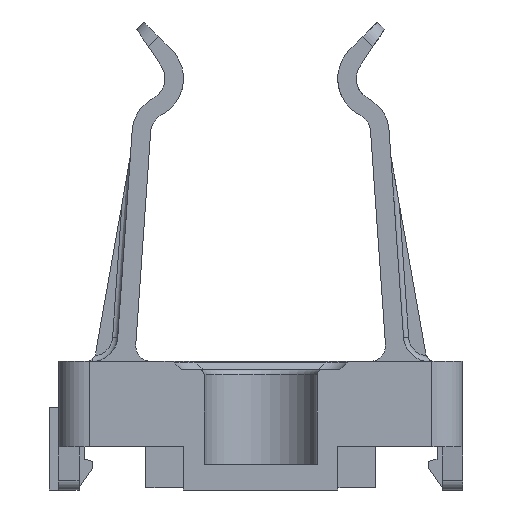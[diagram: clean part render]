
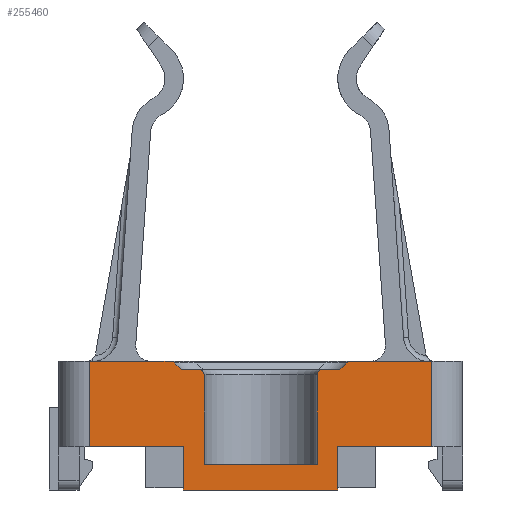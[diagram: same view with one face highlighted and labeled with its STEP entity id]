
A CAD part, front view. The second image highlights one B-rep face of the part: STEP entity #255460.
In plain terms, the highlighted face is planar.
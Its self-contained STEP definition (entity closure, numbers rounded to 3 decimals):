
#7130=CARTESIAN_POINT('',(-10.736,79.059,244.6))
;
#7140=VERTEX_POINT('',#7130);
#7170=CARTESIAN_POINT('',(-11.236,79.059,244.6))
;
#7180=DIRECTION('',(0.,0.,1.));
#7190=DIRECTION('',(-1.,0.,0.));
#7200=AXIS2_PLACEMENT_3D('',#7170,#7180,#7190);
#7210=CIRCLE('',#7200,0.5);
#7220=CARTESIAN_POINT('',(-11.236,79.559,244.6))
;
#7230=VERTEX_POINT('',#7220);
#7240=EDGE_CURVE('',#7140,#7230,#7210,.T.);
#13370=CARTESIAN_POINT('',(-13.943,80.359,244.6)
);
#13380=VERTEX_POINT('',#13370);
#13410=CARTESIAN_POINT('',(13.414,80.359,244.6))
;
#13420=DIRECTION('',(-1.,0.,0.));
#13430=VECTOR('',#13420,1.);
#13440=LINE('',#13410,#13430);
#13450=CARTESIAN_POINT('',(-21.886,80.359,244.6)
);
#13460=VERTEX_POINT('',#13450);
#13470=EDGE_CURVE('',#13380,#13460,#13440,.T.);
#14890=CARTESIAN_POINT('',(11.414,80.359,244.6))
;
#14900=VERTEX_POINT('',#14890);
#14930=CARTESIAN_POINT('',(13.414,80.359,244.6))
;
#14940=DIRECTION('',(-1.,0.,0.));
#14950=VECTOR('',#14940,1.);
#14960=LINE('',#14930,#14950);
#14970=CARTESIAN_POINT('',(3.471,80.359,244.6))
;
#14980=VERTEX_POINT('',#14970);
#14990=EDGE_CURVE('',#14900,#14980,#14960,.T.);
#19160=CARTESIAN_POINT('',(-13.736,80.359,244.6)
);
#19170=DIRECTION('',(-0.707,0.707,
0.));
#19180=VECTOR('',#19170,1.);
#19190=LINE('',#19160,#19180);
#19200=CARTESIAN_POINT('',(-12.936,79.559,244.6)
);
#19210=VERTEX_POINT('',#19200);
#19220=CARTESIAN_POINT('',(-13.59,80.213,
244.6));
#19230=VERTEX_POINT('',#19220);
#19240=EDGE_CURVE('',#19210,#19230,#19190,.T.);
#20000=CARTESIAN_POINT('',(2.464,79.559,244.6))
;
#20010=VERTEX_POINT('',#20000);
#20040=CARTESIAN_POINT('',(13.414,79.559,244.6))
;
#20050=DIRECTION('',(-1.,0.,0.));
#20060=VECTOR('',#20050,1.);
#20070=LINE('',#20040,#20060);
#20080=CARTESIAN_POINT('',(0.764,79.559,244.6)
);
#20090=VERTEX_POINT('',#20080);
#20100=EDGE_CURVE('',#20010,#20090,#20070,.T.);
#20280=CARTESIAN_POINT('',(13.414,79.559,244.6))
;
#20290=DIRECTION('',(1.,0.,0.));
#20300=VECTOR('',#20290,1.);
#20310=LINE('',#20280,#20300);
#20320=EDGE_CURVE('',#19210,#7230,#20310,.T.);
#24620=CARTESIAN_POINT('',(0.764,79.059,244.6)
);
#24630=DIRECTION('',(0.,0.,1.));
#24640=DIRECTION('',(-1.,0.,0.));
#24650=AXIS2_PLACEMENT_3D('',#24620,#24630,#24640);
#24660=CIRCLE('',#24650,0.5);
#24670=CARTESIAN_POINT('',(0.264,79.059,244.6)
);
#24680=VERTEX_POINT('',#24670);
#24690=EDGE_CURVE('',#20090,#24680,#24660,.T.);
#28810=CARTESIAN_POINT('',(3.471,79.859,244.6))
;
#28820=DIRECTION('',(0.,0.,1.));
#28830=DIRECTION('',(-1.,0.,0.));
#28840=AXIS2_PLACEMENT_3D('',#28810,#28820,#28830);
#28850=CIRCLE('',#28840,0.5);
#28860=CARTESIAN_POINT('',(3.117,80.213,
244.6));
#28870=VERTEX_POINT('',#28860);
#28880=EDGE_CURVE('',#14980,#28870,#28850,.T.);
#29230=CARTESIAN_POINT('',(-13.943,79.859,244.6)
);
#29240=DIRECTION('',(0.,0.,-1.));
#29250=DIRECTION('',(1.,0.,0.));
#29260=AXIS2_PLACEMENT_3D('',#29230,#29240,#29250);
#29270=CIRCLE('',#29260,0.5);
#29280=EDGE_CURVE('',#13380,#19230,#29270,.T.);
#29460=CARTESIAN_POINT('',(3.264,80.359,244.6))
;
#29470=DIRECTION('',(0.707,0.707,
0.));
#29480=VECTOR('',#29470,1.);
#29490=LINE('',#29460,#29480);
#29500=EDGE_CURVE('',#20010,#28870,#29490,.T.);
#42970=CARTESIAN_POINT('',(-21.886,80.359,244.6)
);
#42980=DIRECTION('',(0.,1.,0.));
#42990=VECTOR('',#42980,1.);
#43000=LINE('',#42970,#42990);
#43010=CARTESIAN_POINT('',(-21.886,72.059,244.6)
);
#43020=VERTEX_POINT('',#43010);
#43030=EDGE_CURVE('',#43020,#13460,#43000,.T.);
#68420=CARTESIAN_POINT('',(11.414,72.059,244.6))
;
#68430=VERTEX_POINT('',#68420);
#68460=CARTESIAN_POINT('',(11.414,80.359,244.6))
;
#68470=DIRECTION('',(0.,1.,0.));
#68480=VECTOR('',#68470,1.);
#68490=LINE('',#68460,#68480);
#68500=EDGE_CURVE('',#68430,#14900,#68490,.T.);
#102910=CARTESIAN_POINT('',(2.264,67.859,244.6)
);
#102920=VERTEX_POINT('',#102910);
#102950=CARTESIAN_POINT('',(2.264,80.359,244.6)
);
#102960=DIRECTION('',(0.,1.,0.));
#102970=VECTOR('',#102960,1.);
#102980=LINE('',#102950,#102970);
#102990=CARTESIAN_POINT('',(2.264,72.059,244.6)
);
#103000=VERTEX_POINT('',#102990);
#103010=EDGE_CURVE('',#102920,#103000,#102980,.T.);
#105170=CARTESIAN_POINT('',(0.264,80.359,244.6
));
#105180=DIRECTION('',(0.,1.,0.));
#105190=VECTOR('',#105180,1.);
#105200=LINE('',#105170,#105190);
#105210=CARTESIAN_POINT('',(0.264,70.359,244.6
));
#105220=VERTEX_POINT('',#105210);
#105230=EDGE_CURVE('',#105220,#24680,#105200,.T.);
#241960=CARTESIAN_POINT('',(13.414,72.059,244.6)
);
#241970=DIRECTION('',(1.,0.,0.));
#241980=VECTOR('',#241970,1.);
#241990=LINE('',#241960,#241980);
#242000=EDGE_CURVE('',#103000,#68430,#241990,.T.);
#251330=CARTESIAN_POINT('',(-12.736,67.859,244.6
));
#251340=VERTEX_POINT('',#251330);
#251370=CARTESIAN_POINT('',(13.414,67.859,244.6)
);
#251380=DIRECTION('',(-1.,0.,0.));
#251390=VECTOR('',#251380,1.);
#251400=LINE('',#251370,#251390);
#251410=EDGE_CURVE('',#102920,#251340,#251400,.T.);
#252590=CARTESIAN_POINT('',(-12.736,72.059,244.6
));
#252600=VERTEX_POINT('',#252590);
#252630=CARTESIAN_POINT('',(-12.736,80.359,244.6
));
#252640=DIRECTION('',(0.,1.,0.));
#252650=VECTOR('',#252640,1.);
#252660=LINE('',#252630,#252650);
#252670=EDGE_CURVE('',#251340,#252600,#252660,.T.);
#253530=CARTESIAN_POINT('',(-10.736,70.359,244.6
));
#253540=VERTEX_POINT('',#253530);
#253570=CARTESIAN_POINT('',(-10.736,80.359,244.6
));
#253580=DIRECTION('',(0.,1.,0.));
#253590=VECTOR('',#253580,1.);
#253600=LINE('',#253570,#253590);
#253610=EDGE_CURVE('',#253540,#7140,#253600,.T.);
#254110=CARTESIAN_POINT('',(13.414,70.359,244.6)
);
#254120=DIRECTION('',(1.,0.,0.));
#254130=VECTOR('',#254120,1.);
#254140=LINE('',#254110,#254130);
#254150=EDGE_CURVE('',#253540,#105220,#254140,.T.);
#255140=CARTESIAN_POINT('',(11.914,80.359,244.6)
);
#255150=DIRECTION('',(0.,-0.,-1.));
#255160=DIRECTION('',(1.,0.,0.));
#255170=AXIS2_PLACEMENT_3D('',#255140,#255150,#255160);
#255180=PLANE('',#255170);
#255190=ORIENTED_EDGE('',*,*,#105230,.F.);
#255200=ORIENTED_EDGE('',*,*,#24690,.T.);
#255210=ORIENTED_EDGE('',*,*,#20100,.T.);
#255220=ORIENTED_EDGE('',*,*,#29500,.F.);
#255230=ORIENTED_EDGE('',*,*,#28880,.T.);
#255240=ORIENTED_EDGE('',*,*,#14990,.T.);
#255250=ORIENTED_EDGE('',*,*,#68500,.T.);
#255260=ORIENTED_EDGE('',*,*,#242000,.T.);
#255270=ORIENTED_EDGE('',*,*,#103010,.T.);
#255280=ORIENTED_EDGE('',*,*,#251410,.F.);
#255290=ORIENTED_EDGE('',*,*,#252670,.F.);
#255300=CARTESIAN_POINT('',(13.414,72.059,244.6)
);
#255310=DIRECTION('',(-1.,0.,0.));
#255320=VECTOR('',#255310,1.);
#255330=LINE('',#255300,#255320);
#255340=EDGE_CURVE('',#252600,#43020,#255330,.T.);
#255350=ORIENTED_EDGE('',*,*,#255340,.F.);
#255360=ORIENTED_EDGE('',*,*,#43030,.F.);
#255370=ORIENTED_EDGE('',*,*,#13470,.T.);
#255380=ORIENTED_EDGE('',*,*,#29280,.F.);
#255390=ORIENTED_EDGE('',*,*,#19240,.T.);
#255400=ORIENTED_EDGE('',*,*,#20320,.F.);
#255410=ORIENTED_EDGE('',*,*,#7240,.T.);
#255420=ORIENTED_EDGE('',*,*,#253610,.T.);
#255430=ORIENTED_EDGE('',*,*,#254150,.F.);
#255440=EDGE_LOOP('',(#255430,#255420,#255410,#255400,#255390,#255380,
#255370,#255360,#255350,#255290,#255280,#255270,#255260,#255250,#255240,
#255230,#255220,#255210,#255200,#255190));
#255450=FACE_OUTER_BOUND('',#255440,.T.);
#255460=ADVANCED_FACE('',(#255450),#255180,.F.);
